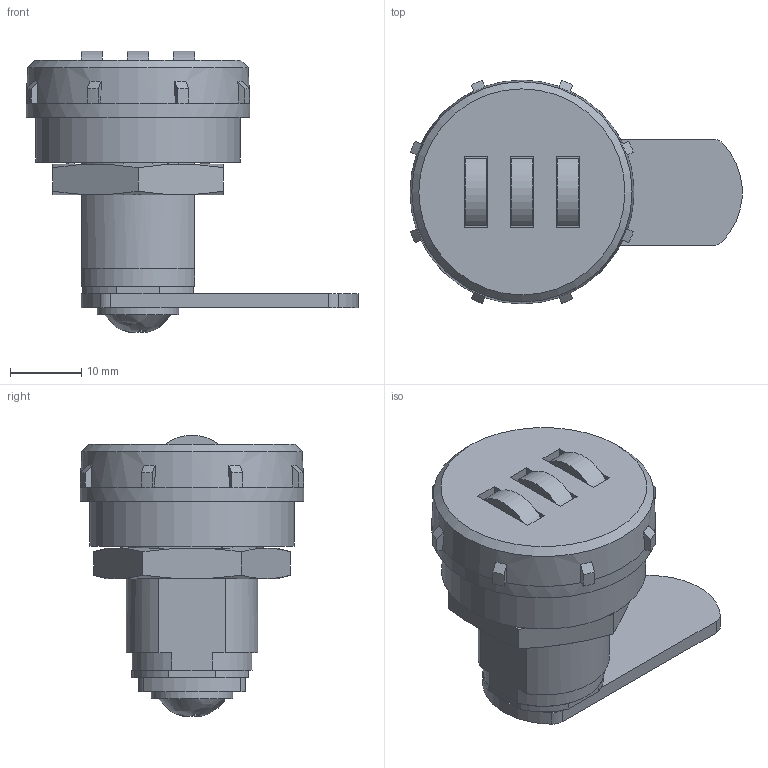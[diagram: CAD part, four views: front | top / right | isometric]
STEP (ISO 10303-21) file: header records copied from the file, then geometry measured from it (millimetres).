
FILE_DESCRIPTION(/* description */ (''),/* implementation_level */ '2;1');
FILE_NAME(/* name */ '4150.stp',/* time_stamp */ '2019-10-18T10:55:13+01:00',/* author */ ('Zac Simmonds'),/* organization */ (''),/* preprocessor_version */ 'ST-DEVELOPER v16.13',/* originating_system */ 'Autodesk Inventor 2018',/* authorisation */ '');
FILE_SCHEMA (('AUTOMOTIVE_DESIGN { 1 0 10303 214 3 1 1 }'));
Length unit declared in the file: millimetre
Products named in the file (11): 4150; 1; 2; 3; 4; 5; 6; 7; Assem1; 8; 9
Assembly tree (10 placements, depth 3):
  4150
    1
    2
    3
    4
    5
    6
    7
    Assem1
      8
      9
Bounding box: 46.71 x 31.5 x 39.59 mm (x, y, z)
Volume: 15097.9 mm3; surface area: 9307.2 mm2
Topology: 9 solids, 9 shells, 198 faces, 467 edges, 301 vertices
Faces by surface type: plane 133, cylinder 35, cone 29, bspline 1
Full cylindrical faces by diameter (mm): 5 x2, 10 x1, 11 x1, 11.5 x1, 17.8 x1, 28.8 x1, 31.5 x1
Entity records: 5989 total; most frequent: CARTESIAN_POINT 1146, DIRECTION 960, ORIENTED_EDGE 900, EDGE_CURVE 450, AXIS2_PLACEMENT_3D 349, VERTEX_POINT 297, LINE 262, VECTOR 262
